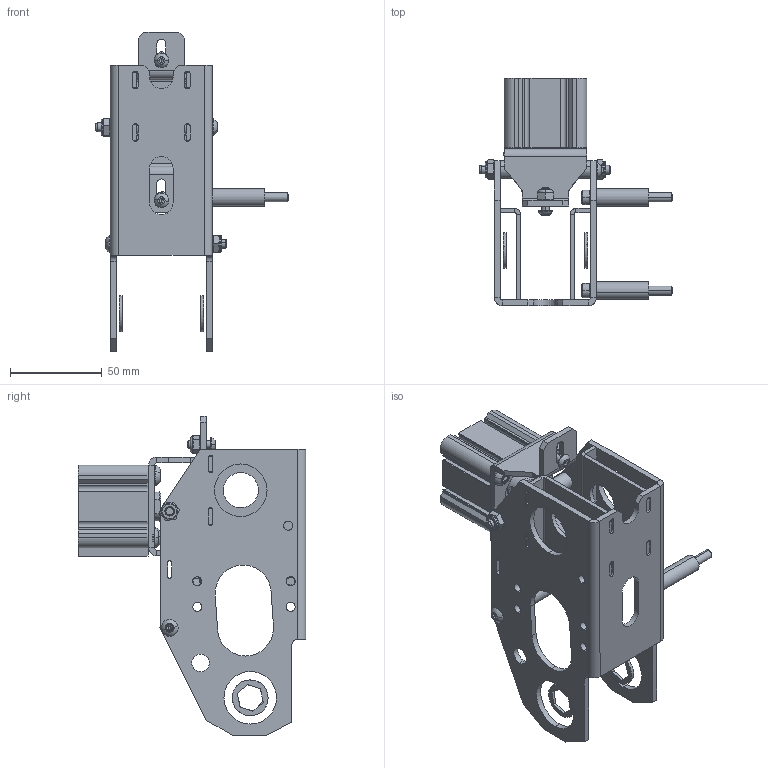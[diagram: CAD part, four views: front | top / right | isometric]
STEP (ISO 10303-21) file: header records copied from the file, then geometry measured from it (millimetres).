
FILE_DESCRIPTION (( 'STEP AP214' ), '1' );
FILE_NAME ('217-4824-STEP-20151210.STEP', '2015-12-10T16:38:34', ( '' ), ( '' ), 'SwSTEP 2.0', 'SolidWorks 2015', '' );
FILE_SCHEMA (( 'AUTOMOTIVE_DESIGN' ));
Length unit declared in the file: inch
Products named in the file (17): 217-4824-015 Rev4; 217-3257-001 Rev2; NCQ2A32-15DZ_CQ22031Rods_32; 276-1027-001; 217-4824-010 Rev1_91255A535; 217-3423-010 Rev3; 217-4824-016 Rev1; 217-4824-004 Rev1_91255A275; NCQ2A32-15DZ_CQ2 SnapRing_32; 217-4824-STEP-20151210; 217-3421-005 Rev1; SSA_SSA1032-1750ZB; 217-4824-002 Rev5; 217-4155-002 Rev3_NNY1032-ZC; NCQ2A32-15DZ_NCQ2A32-15DZ; NCQ2A32-15DZ_CQ2Tube_32; SBS_SBS0832-0500SS
Assembly tree (28 placements, depth 3):
  217-4824-STEP-20151210
    217-4824-002 Rev5  x2
    217-4155-002 Rev3_NNY1032-ZC  x2
    217-4824-004 Rev1_91255A275  x2
    NCQ2A32-15DZ_NCQ2A32-15DZ
      NCQ2A32-15DZ_CQ2Tube_32
      NCQ2A32-15DZ_CQ2 SnapRing_32
    NCQ2A32-15DZ_CQ22031Rods_32
    217-3257-001 Rev2  x2
    217-3423-010 Rev3  x2
    217-4824-015 Rev4
    217-4824-016 Rev1
    217-4824-010 Rev1_91255A535  x4
    SBS_SBS0832-0500SS  x2
    276-1027-001  x2
    217-3421-005 Rev1  x2
    SSA_SSA1032-1750ZB  x2
Bounding box: 104.78 x 123.9 x 173.93 mm (x, y, z)
Volume: 152760.9 mm3; surface area: 110957.4 mm2
Topology: 27 solids, 27 shells, 926 faces, 2206 edges, 1359 vertices
Faces by surface type: plane 430, cylinder 340, cone 114, sphere 16, torus 14, bspline 12
Entity records: 21828 total; most frequent: CARTESIAN_POINT 3859, DIRECTION 3488, ORIENTED_EDGE 3196, EDGE_CURVE 1598, AXIS2_PLACEMENT_3D 1280, VERTEX_POINT 1000, VECTOR 928, LINE 928
